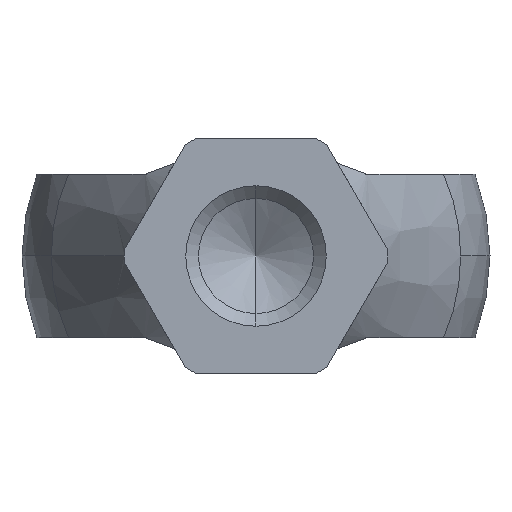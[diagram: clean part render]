
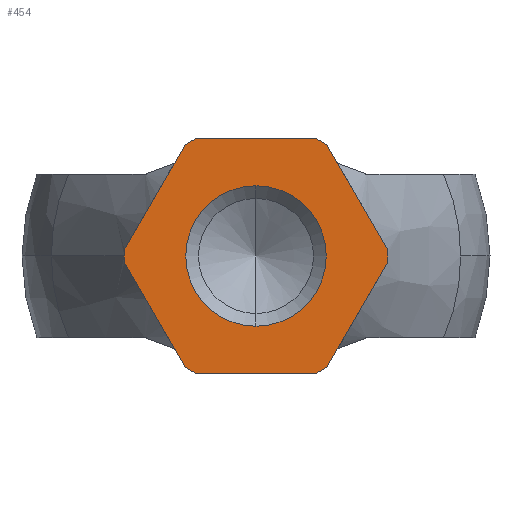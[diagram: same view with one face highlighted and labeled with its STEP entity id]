
A CAD part, front view. The second image highlights one B-rep face of the part: STEP entity #454.
In plain terms, the highlighted planar face has unit normal (0, -1, 0).
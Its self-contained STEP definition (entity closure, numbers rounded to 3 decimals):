
#4 = VERTEX_POINT ( 'NONE', #953 ) ;
#24 = DIRECTION ( 'NONE',  ( 0., 1., 0. ) ) ;
#31 = DIRECTION ( 'NONE',  ( 0., 0., 1. ) ) ;
#42 = DIRECTION ( 'NONE',  ( -0.5, 0., 0.866 ) ) ;
#53 = CIRCLE ( 'NONE', #742, 3. ) ;
#59 = CARTESIAN_POINT ( 'NONE',  ( -5.624, 0., 0.259 ) ) ;
#67 = AXIS2_PLACEMENT_3D ( 'NONE', #1010, #460, #1193 ) ;
#72 = DIRECTION ( 'NONE',  ( 0., 0., 1. ) ) ;
#90 = CARTESIAN_POINT ( 'NONE',  ( 0., 0., 0. ) ) ;
#93 = DIRECTION ( 'NONE',  ( 0., 1., 0. ) ) ;
#119 = ORIENTED_EDGE ( 'NONE', *, *, #613, .F. ) ;
#123 = ORIENTED_EDGE ( 'NONE', *, *, #408, .F. ) ;
#134 = AXIS2_PLACEMENT_3D ( 'NONE', #90, #24, #932 ) ;
#135 = CARTESIAN_POINT ( 'NONE',  ( 0., 0., 0. ) ) ;
#136 = CARTESIAN_POINT ( 'NONE',  ( -3.036, 0., -4.741 ) ) ;
#139 = AXIS2_PLACEMENT_3D ( 'NONE', #172, #1213, #72 ) ;
#144 = DIRECTION ( 'NONE',  ( 0.5, 0., 0.866 ) ) ;
#146 = AXIS2_PLACEMENT_3D ( 'NONE', #135, #799, #696 ) ;
#153 = FACE_BOUND ( 'NONE', #984, .T. ) ;
#160 = EDGE_CURVE ( 'NONE', #685, #1175, #53, .T. ) ;
#172 = CARTESIAN_POINT ( 'NONE',  ( 0., 0., 0. ) ) ;
#185 = CARTESIAN_POINT ( 'NONE',  ( 3.036, 0., 4.741 ) ) ;
#191 = VERTEX_POINT ( 'NONE', #321 ) ;
#196 = ORIENTED_EDGE ( 'NONE', *, *, #1093, .F. ) ;
#199 = DIRECTION ( 'NONE',  ( 0., 1., 0. ) ) ;
#206 = VECTOR ( 'NONE', #144, 1000. ) ;
#218 = ORIENTED_EDGE ( 'NONE', *, *, #562, .F. ) ;
#221 = DIRECTION ( 'NONE',  ( 0., 0., 1. ) ) ;
#223 = VECTOR ( 'NONE', #42, 1000. ) ;
#235 = CARTESIAN_POINT ( 'NONE',  ( 2.588, 0., -5. ) ) ;
#238 = EDGE_CURVE ( 'NONE', #924, #658, #529, .T. ) ;
#270 = DIRECTION ( 'NONE',  ( -0.5, 0., -0.866 ) ) ;
#271 = ORIENTED_EDGE ( 'NONE', *, *, #818, .T. ) ;
#279 = EDGE_LOOP ( 'NONE', ( #777, #314, #119, #1021, #837, #566, #123, #218, #1048, #1220, #979, #196 ) ) ;
#284 = DIRECTION ( 'NONE',  ( 0.5, 0., -0.866 ) ) ;
#295 = VERTEX_POINT ( 'NONE', #894 ) ;
#299 = VERTEX_POINT ( 'NONE', #647 ) ;
#314 = ORIENTED_EDGE ( 'NONE', *, *, #238, .F. ) ;
#317 = VECTOR ( 'NONE', #270, 1000. ) ;
#321 = CARTESIAN_POINT ( 'NONE',  ( 3.036, 0., -4.741 ) ) ;
#358 = ORIENTED_EDGE ( 'NONE', *, *, #160, .T. ) ;
#363 = DIRECTION ( 'NONE',  ( 1., 0., 0. ) ) ;
#395 = CIRCLE ( 'NONE', #1141, 5.63 ) ;
#400 = CARTESIAN_POINT ( 'NONE',  ( 3.036, 0., 4.741 ) ) ;
#408 = EDGE_CURVE ( 'NONE', #931, #563, #1053, .T. ) ;
#411 = VERTEX_POINT ( 'NONE', #1011 ) ;
#417 = CARTESIAN_POINT ( 'NONE',  ( 0., 0., 0. ) ) ;
#431 = EDGE_CURVE ( 'NONE', #411, #299, #823, .T. ) ;
#454 = ADVANCED_FACE ( 'NONE', ( #153, #659 ), #1223, .F. ) ;
#460 = DIRECTION ( 'NONE',  ( 0., 1., 0. ) ) ;
#472 = AXIS2_PLACEMENT_3D ( 'NONE', #1054, #500, #506 ) ;
#477 = EDGE_CURVE ( 'NONE', #658, #295, #531, .T. ) ;
#488 = VERTEX_POINT ( 'NONE', #400 ) ;
#493 = VECTOR ( 'NONE', #891, 1000. ) ;
#500 = DIRECTION ( 'NONE',  ( 0., 1., 0. ) ) ;
#506 = DIRECTION ( 'NONE',  ( 0., 0., 1. ) ) ;
#511 = CARTESIAN_POINT ( 'NONE',  ( 0., 0., 0. ) ) ;
#514 = CARTESIAN_POINT ( 'NONE',  ( -5.624, 0., -0.259 ) ) ;
#529 = LINE ( 'NONE', #136, #223 ) ;
#531 = CIRCLE ( 'NONE', #1084, 5.63 ) ;
#535 = LINE ( 'NONE', #59, #206 ) ;
#554 = CARTESIAN_POINT ( 'NONE',  ( -2.588, 0., 5. ) ) ;
#561 = CARTESIAN_POINT ( 'NONE',  ( 5.624, 0., -0.259 ) ) ;
#562 = EDGE_CURVE ( 'NONE', #488, #931, #569, .T. ) ;
#563 = VERTEX_POINT ( 'NONE', #941 ) ;
#566 = ORIENTED_EDGE ( 'NONE', *, *, #1181, .F. ) ;
#569 = LINE ( 'NONE', #185, #1038 ) ;
#606 = EDGE_CURVE ( 'NONE', #1122, #694, #788, .T. ) ;
#613 = EDGE_CURVE ( 'NONE', #694, #924, #888, .T. ) ;
#638 = LINE ( 'NONE', #561, #317 ) ;
#647 = CARTESIAN_POINT ( 'NONE',  ( 2.588, 0., 5. ) ) ;
#658 = VERTEX_POINT ( 'NONE', #514 ) ;
#659 = FACE_OUTER_BOUND ( 'NONE', #279, .T. ) ;
#685 = VERTEX_POINT ( 'NONE', #898 ) ;
#694 = VERTEX_POINT ( 'NONE', #703 ) ;
#695 = CARTESIAN_POINT ( 'NONE',  ( 2.588, 0., -5. ) ) ;
#696 = DIRECTION ( 'NONE',  ( 0., 0., 1. ) ) ;
#703 = CARTESIAN_POINT ( 'NONE',  ( -2.588, 0., -5. ) ) ;
#705 = EDGE_CURVE ( 'NONE', #191, #1122, #709, .T. ) ;
#709 = CIRCLE ( 'NONE', #767, 5.63 ) ;
#742 = AXIS2_PLACEMENT_3D ( 'NONE', #761, #93, #977 ) ;
#751 = CARTESIAN_POINT ( 'NONE',  ( -3.036, 0., -4.741 ) ) ;
#761 = CARTESIAN_POINT ( 'NONE',  ( 0., 0., 0. ) ) ;
#767 = AXIS2_PLACEMENT_3D ( 'NONE', #417, #1189, #221 ) ;
#777 = ORIENTED_EDGE ( 'NONE', *, *, #477, .F. ) ;
#788 = LINE ( 'NONE', #235, #493 ) ;
#799 = DIRECTION ( 'NONE',  ( 0., 1., 0. ) ) ;
#818 = EDGE_CURVE ( 'NONE', #1175, #685, #1140, .T. ) ;
#823 = LINE ( 'NONE', #554, #1020 ) ;
#837 = ORIENTED_EDGE ( 'NONE', *, *, #705, .F. ) ;
#877 = DIRECTION ( 'NONE',  ( 0., 1., 0. ) ) ;
#888 = CIRCLE ( 'NONE', #146, 5.63 ) ;
#891 = DIRECTION ( 'NONE',  ( -1., 0., 0. ) ) ;
#894 = CARTESIAN_POINT ( 'NONE',  ( -5.624, 0., 0.259 ) ) ;
#898 = CARTESIAN_POINT ( 'NONE',  ( 0., 0., -3. ) ) ;
#915 = EDGE_CURVE ( 'NONE', #299, #488, #919, .T. ) ;
#919 = CIRCLE ( 'NONE', #134, 5.63 ) ;
#924 = VERTEX_POINT ( 'NONE', #751 ) ;
#931 = VERTEX_POINT ( 'NONE', #939 ) ;
#932 = DIRECTION ( 'NONE',  ( 0., 0., 1. ) ) ;
#939 = CARTESIAN_POINT ( 'NONE',  ( 5.624, 0., 0.259 ) ) ;
#941 = CARTESIAN_POINT ( 'NONE',  ( 5.624, 0., -0.259 ) ) ;
#953 = CARTESIAN_POINT ( 'NONE',  ( -3.036, 0., 4.741 ) ) ;
#976 = CARTESIAN_POINT ( 'NONE',  ( 0., 0., 0. ) ) ;
#977 = DIRECTION ( 'NONE',  ( 0., 0., 1. ) ) ;
#979 = ORIENTED_EDGE ( 'NONE', *, *, #1153, .F. ) ;
#984 = EDGE_LOOP ( 'NONE', ( #358, #271 ) ) ;
#1010 = CARTESIAN_POINT ( 'NONE',  ( 0., 0., 0. ) ) ;
#1011 = CARTESIAN_POINT ( 'NONE',  ( -2.588, 0., 5. ) ) ;
#1020 = VECTOR ( 'NONE', #363, 1000. ) ;
#1021 = ORIENTED_EDGE ( 'NONE', *, *, #606, .F. ) ;
#1038 = VECTOR ( 'NONE', #284, 1000. ) ;
#1048 = ORIENTED_EDGE ( 'NONE', *, *, #915, .F. ) ;
#1053 = CIRCLE ( 'NONE', #139, 5.63 ) ;
#1054 = CARTESIAN_POINT ( 'NONE',  ( 0., 0., 0. ) ) ;
#1084 = AXIS2_PLACEMENT_3D ( 'NONE', #976, #199, #1152 ) ;
#1092 = CARTESIAN_POINT ( 'NONE',  ( 0., 0., 3. ) ) ;
#1093 = EDGE_CURVE ( 'NONE', #295, #4, #535, .T. ) ;
#1122 = VERTEX_POINT ( 'NONE', #695 ) ;
#1140 = CIRCLE ( 'NONE', #67, 3. ) ;
#1141 = AXIS2_PLACEMENT_3D ( 'NONE', #511, #877, #31 ) ;
#1152 = DIRECTION ( 'NONE',  ( 0., 0., 1. ) ) ;
#1153 = EDGE_CURVE ( 'NONE', #4, #411, #395, .T. ) ;
#1175 = VERTEX_POINT ( 'NONE', #1092 ) ;
#1181 = EDGE_CURVE ( 'NONE', #563, #191, #638, .T. ) ;
#1189 = DIRECTION ( 'NONE',  ( 0., 1., 0. ) ) ;
#1193 = DIRECTION ( 'NONE',  ( 0., 0., 1. ) ) ;
#1213 = DIRECTION ( 'NONE',  ( 0., 1., 0. ) ) ;
#1220 = ORIENTED_EDGE ( 'NONE', *, *, #431, .F. ) ;
#1223 = PLANE ( 'NONE',  #472 ) ;
